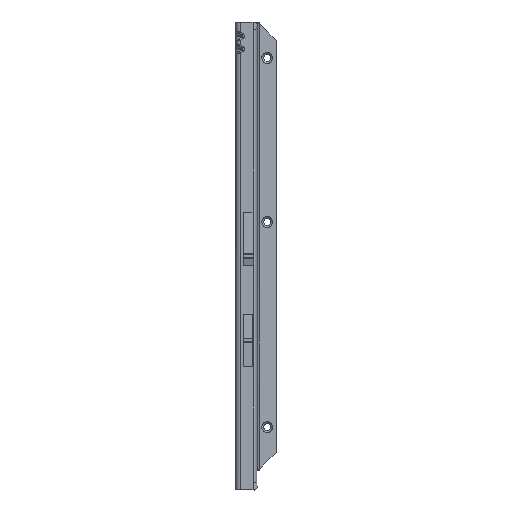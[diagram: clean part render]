
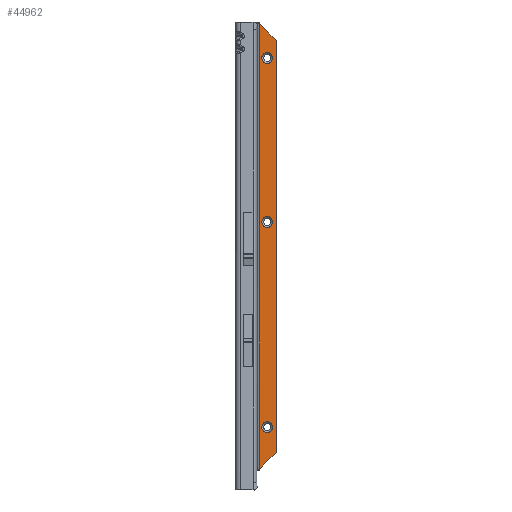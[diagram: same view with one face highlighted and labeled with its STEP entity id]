
A CAD part, front view. The second image highlights one B-rep face of the part: STEP entity #44962.
In plain terms, the highlighted planar face has unit normal (0, -1, 0).
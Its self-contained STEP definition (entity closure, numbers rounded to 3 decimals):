
#617 = FACE_BOUND ( 'NONE', #49531, .T. ) ;
#1106 = VERTEX_POINT ( 'NONE', #43316 ) ;
#1359 = DIRECTION ( 'NONE',  ( -1., 0., 0. ) ) ;
#1620 = AXIS2_PLACEMENT_3D ( 'NONE', #14740, #31211, #23620 ) ;
#2085 = LINE ( 'NONE', #2621, #3777 ) ;
#2621 = CARTESIAN_POINT ( 'NONE',  ( 0.121, -1.5, -349.121 ) ) ;
#2907 = CARTESIAN_POINT ( 'NONE',  ( 13.5, -1.5, -335.742 ) ) ;
#3334 = CARTESIAN_POINT ( 'NONE',  ( 0.121, -1.5, -0.879 ) ) ;
#3388 = PLANE ( 'NONE',  #28124 ) ;
#3777 = VECTOR ( 'NONE', #52145, 1000. ) ;
#4882 = DIRECTION ( 'NONE',  ( 0., 1., 0. ) ) ;
#5502 = CIRCLE ( 'NONE', #8109, 4.25 ) ;
#5722 = ORIENTED_EDGE ( 'NONE', *, *, #15388, .T. ) ;
#7305 = CIRCLE ( 'NONE', #44445, 4.25 ) ;
#7774 = VERTEX_POINT ( 'NONE', #10972 ) ;
#8109 = AXIS2_PLACEMENT_3D ( 'NONE', #35068, #47776, #51580 ) ;
#8703 = CIRCLE ( 'NONE', #37202, 4.25 ) ;
#9048 = CARTESIAN_POINT ( 'NONE',  ( 0., -1.5, -350. ) ) ;
#9492 = ORIENTED_EDGE ( 'NONE', *, *, #18124, .T. ) ;
#9524 = EDGE_CURVE ( 'NONE', #7774, #1106, #7305, .T. ) ;
#10059 = DIRECTION ( 'NONE',  ( -1., 0., 0. ) ) ;
#10326 = ORIENTED_EDGE ( 'NONE', *, *, #25000, .T. ) ;
#10972 = CARTESIAN_POINT ( 'NONE',  ( 6.5, -1.5, -32.25 ) ) ;
#12702 = DIRECTION ( 'NONE',  ( 0., 1., 0. ) ) ;
#13015 = CARTESIAN_POINT ( 'NONE',  ( 6.5, -1.5, -160.25 ) ) ;
#13480 = LINE ( 'NONE', #17277, #22718 ) ;
#14111 = VECTOR ( 'NONE', #45573, 1000. ) ;
#14740 = CARTESIAN_POINT ( 'NONE',  ( 6.5, -1.5, -316. ) ) ;
#14972 = ORIENTED_EDGE ( 'NONE', *, *, #49542, .T. ) ;
#15388 = EDGE_CURVE ( 'NONE', #19879, #17441, #25187, .T. ) ;
#15432 = ORIENTED_EDGE ( 'NONE', *, *, #18945, .T. ) ;
#16757 = VERTEX_POINT ( 'NONE', #2907 ) ;
#16892 = EDGE_CURVE ( 'NONE', #50191, #43495, #13480, .T. ) ;
#17277 = CARTESIAN_POINT ( 'NONE',  ( 0.5, -1.5, -350. ) ) ;
#17441 = VERTEX_POINT ( 'NONE', #32707 ) ;
#17535 = DIRECTION ( 'NONE',  ( 0., 0., 1. ) ) ;
#18124 = EDGE_CURVE ( 'NONE', #50191, #16757, #2085, .T. ) ;
#18920 = CARTESIAN_POINT ( 'NONE',  ( 13.5, -1.5, 0. ) ) ;
#18945 = EDGE_CURVE ( 'NONE', #17441, #19879, #5502, .T. ) ;
#19671 = DIRECTION ( 'NONE',  ( 0., 1., 0. ) ) ;
#19879 = VERTEX_POINT ( 'NONE', #13015 ) ;
#20157 = LINE ( 'NONE', #3334, #14111 ) ;
#21478 = DIRECTION ( 'NONE',  ( -1., 0., 0. ) ) ;
#22618 = AXIS2_PLACEMENT_3D ( 'NONE', #30075, #46335, #29802 ) ;
#22718 = VECTOR ( 'NONE', #17535, 1000. ) ;
#23182 = VERTEX_POINT ( 'NONE', #27047 ) ;
#23620 = DIRECTION ( 'NONE',  ( -1., 0., 0. ) ) ;
#23860 = ORIENTED_EDGE ( 'NONE', *, *, #16892, .F. ) ;
#24992 = FACE_BOUND ( 'NONE', #33818, .T. ) ;
#25000 = EDGE_CURVE ( 'NONE', #23182, #43495, #20157, .T. ) ;
#25187 = CIRCLE ( 'NONE', #22618, 4.25 ) ;
#25817 = CIRCLE ( 'NONE', #1620, 4.25 ) ;
#26254 = CARTESIAN_POINT ( 'NONE',  ( 6.5, -1.5, -316. ) ) ;
#26612 = VERTEX_POINT ( 'NONE', #44767 ) ;
#26974 = EDGE_LOOP ( 'NONE', ( #10326, #23860, #9492, #38085 ) ) ;
#27047 = CARTESIAN_POINT ( 'NONE',  ( 13.5, -1.5, -14.258 ) ) ;
#28124 = AXIS2_PLACEMENT_3D ( 'NONE', #9048, #19671, #21478 ) ;
#29435 = DIRECTION ( 'NONE',  ( -1., 0., 0. ) ) ;
#29802 = DIRECTION ( 'NONE',  ( -1., 0., 0. ) ) ;
#30075 = CARTESIAN_POINT ( 'NONE',  ( 6.5, -1.5, -156. ) ) ;
#30653 = ORIENTED_EDGE ( 'NONE', *, *, #41204, .T. ) ;
#30704 = EDGE_LOOP ( 'NONE', ( #30653, #41134 ) ) ;
#31211 = DIRECTION ( 'NONE',  ( 0., 1., 0. ) ) ;
#32707 = CARTESIAN_POINT ( 'NONE',  ( 6.5, -1.5, -151.75 ) ) ;
#33818 = EDGE_LOOP ( 'NONE', ( #15432, #5722 ) ) ;
#34358 = VERTEX_POINT ( 'NONE', #34867 ) ;
#34867 = CARTESIAN_POINT ( 'NONE',  ( 6.5, -1.5, -311.75 ) ) ;
#35068 = CARTESIAN_POINT ( 'NONE',  ( 6.5, -1.5, -156. ) ) ;
#36509 = CARTESIAN_POINT ( 'NONE',  ( 0.5, -1.5, -348.742 ) ) ;
#37202 = AXIS2_PLACEMENT_3D ( 'NONE', #50609, #4882, #1359 ) ;
#38085 = ORIENTED_EDGE ( 'NONE', *, *, #48882, .T. ) ;
#40191 = AXIS2_PLACEMENT_3D ( 'NONE', #26254, #42733, #10059 ) ;
#41134 = ORIENTED_EDGE ( 'NONE', *, *, #9524, .T. ) ;
#41204 = EDGE_CURVE ( 'NONE', #1106, #7774, #8703, .T. ) ;
#41316 = CARTESIAN_POINT ( 'NONE',  ( 6.5, -1.5, -28. ) ) ;
#42274 = ORIENTED_EDGE ( 'NONE', *, *, #45513, .T. ) ;
#42733 = DIRECTION ( 'NONE',  ( 0., 1., 0. ) ) ;
#43316 = CARTESIAN_POINT ( 'NONE',  ( 6.5, -1.5, -23.75 ) ) ;
#43495 = VERTEX_POINT ( 'NONE', #47957 ) ;
#44044 = LINE ( 'NONE', #18920, #44733 ) ;
#44445 = AXIS2_PLACEMENT_3D ( 'NONE', #41316, #12702, #29435 ) ;
#44733 = VECTOR ( 'NONE', #48650, 1000. ) ;
#44767 = CARTESIAN_POINT ( 'NONE',  ( 6.5, -1.5, -320.25 ) ) ;
#44962 = ADVANCED_FACE ( 'NONE', ( #617, #24992, #48598, #46102 ), #3388, .F. ) ;
#45513 = EDGE_CURVE ( 'NONE', #26612, #34358, #48889, .T. ) ;
#45573 = DIRECTION ( 'NONE',  ( -0.707, 0., 0.707 ) ) ;
#46102 = FACE_OUTER_BOUND ( 'NONE', #26974, .T. ) ;
#46335 = DIRECTION ( 'NONE',  ( 0., 1., 0. ) ) ;
#47776 = DIRECTION ( 'NONE',  ( 0., 1., 0. ) ) ;
#47957 = CARTESIAN_POINT ( 'NONE',  ( 0.5, -1.5, -1.258 ) ) ;
#48598 = FACE_BOUND ( 'NONE', #30704, .T. ) ;
#48650 = DIRECTION ( 'NONE',  ( 0., 0., 1. ) ) ;
#48882 = EDGE_CURVE ( 'NONE', #16757, #23182, #44044, .T. ) ;
#48889 = CIRCLE ( 'NONE', #40191, 4.25 ) ;
#49531 = EDGE_LOOP ( 'NONE', ( #14972, #42274 ) ) ;
#49542 = EDGE_CURVE ( 'NONE', #34358, #26612, #25817, .T. ) ;
#50191 = VERTEX_POINT ( 'NONE', #36509 ) ;
#50609 = CARTESIAN_POINT ( 'NONE',  ( 6.5, -1.5, -28. ) ) ;
#51580 = DIRECTION ( 'NONE',  ( -1., 0., 0. ) ) ;
#52145 = DIRECTION ( 'NONE',  ( 0.707, 0., 0.707 ) ) ;
